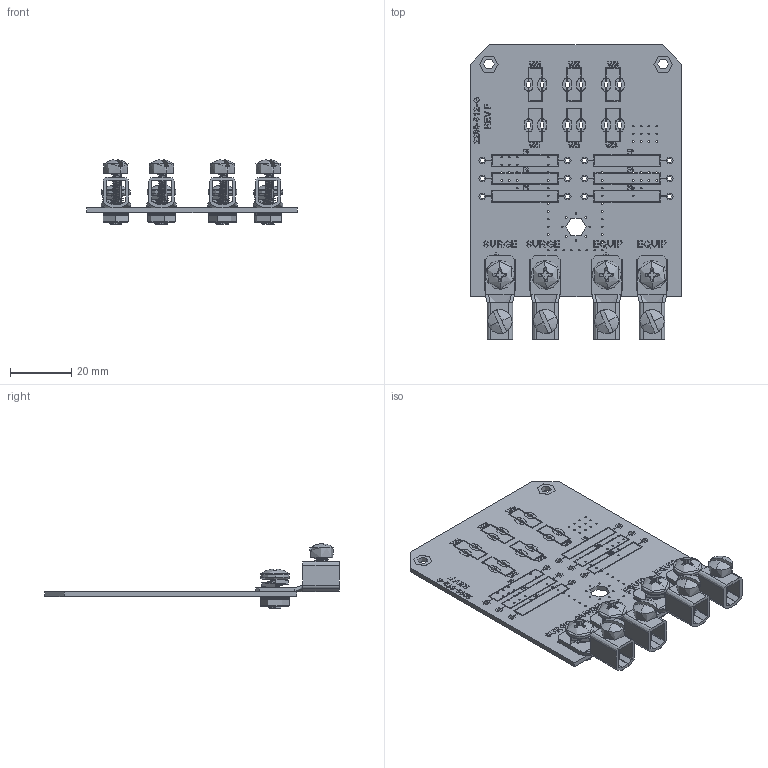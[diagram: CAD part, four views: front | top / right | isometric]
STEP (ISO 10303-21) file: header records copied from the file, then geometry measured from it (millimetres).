
FILE_DESCRIPTION (( 'STEP AP214' ), '1' );
FILE_NAME ('2250-1034-E.STEP', '2019-01-25T20:31:44', ( '' ), ( '' ), 'SwSTEP 2.0', 'SolidWorks 2018', '' );
FILE_SCHEMA (( 'AUTOMOTIVE_DESIGN' ));
Length unit declared in the file: inch
Products named in the file (36): 2100-044; 2250-1034-E; 2105-099; 2103-031_93496A415; 1800-833^2250-1034; 2105-099^2105-099; 2103-031; 2105-099__screw^2105-099; 2105-099__screw^2105-099_91794A827; 2102-023; 2200-612
Assembly tree (35 placements, depth 3):
  2100-044
  2250-1034-E
    2105-099
      2105-099__screw^2105-099
    2105-099
      2105-099__screw^2105-099
    2105-099
      2105-099__screw^2105-099
    2105-099
      2105-099__screw^2105-099
    2102-023
    2103-031
    2103-031
    2103-031
    2102-023
    2103-031
    2102-023
    2102-023
  2250-1034-E
    2200-612
    2100-044  x4
    2102-023  x4
    2103-031_93496A415  x4
    2105-099  x4
      2105-099^2105-099
      2105-099__screw^2105-099_91794A827
  1800-833^2250-1034
  2105-099^2105-099
Bounding box: 69.09 x 96.52 x 21.17 mm (x, y, z)
Volume: 14065.3 mm3; surface area: 21691.2 mm2
Topology: 21 solids, 21 shells, 2635 faces, 7189 edges, 4750 vertices
Faces by surface type: plane 1203, cylinder 942, bspline 370, cone 80, sphere 24, torus 16
Entity records: 100329 total; most frequent: CARTESIAN_POINT 34975, ORIENTED_EDGE 10440, DIRECTION 8695, EDGE_CURVE 5220, VERTEX_POINT 3452, VECTOR 3333, LINE 3333, AXIS2_PLACEMENT_3D 2681
